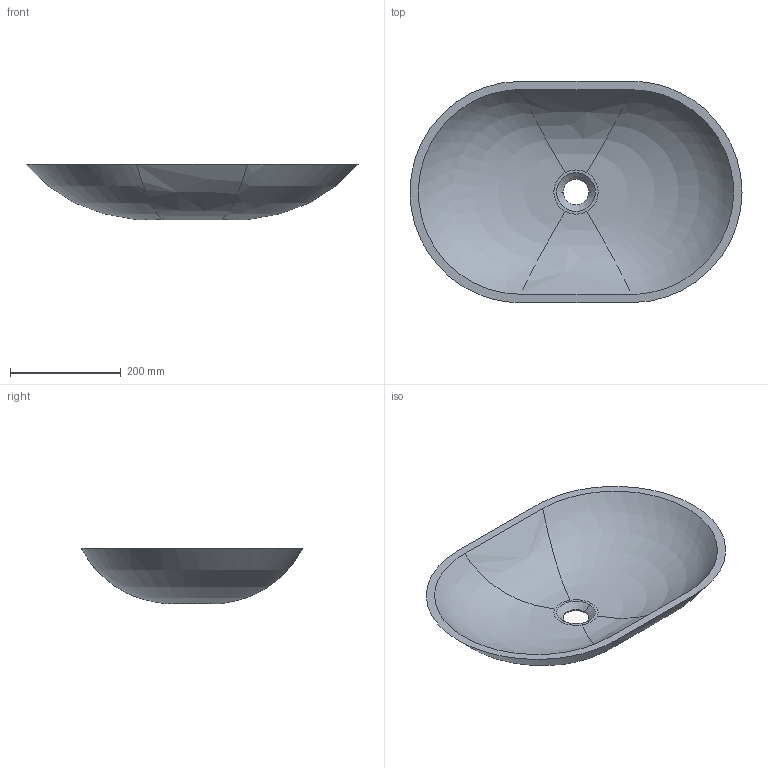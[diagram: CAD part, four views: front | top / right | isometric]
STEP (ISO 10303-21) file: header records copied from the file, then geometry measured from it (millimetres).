
FILE_DESCRIPTION (( 'STEP AP214' ), '1' );
FILE_NAME ('Eggy-7874.STEP', '2018-09-20T09:13:45', ( 'User' ), ( '' ), 'SwSTEP 2.0', 'SolidWorks 2017', '' );
FILE_SCHEMA (( 'AUTOMOTIVE_DESIGN' ));
Length unit declared in the file: millimetre
Products named in the file (2): Eggy-7874
Bounding box: 600 x 400 x 100 mm (x, y, z)
Volume: 2858337.8 mm3; surface area: 494717.2 mm2
Topology: 1 solids, 1 shells, 15 faces, 34 edges, 22 vertices
Faces by surface type: bspline 8, plane 3, cone 2, cylinder 2
Entity records: 1533 total; most frequent: CARTESIAN_POINT 1199, ORIENTED_EDGE 68, DIRECTION 38, EDGE_CURVE 34, VERTEX_POINT 22, B_SPLINE_CURVE_WITH_KNOTS 20, EDGE_LOOP 18, ADVANCED_FACE 15
